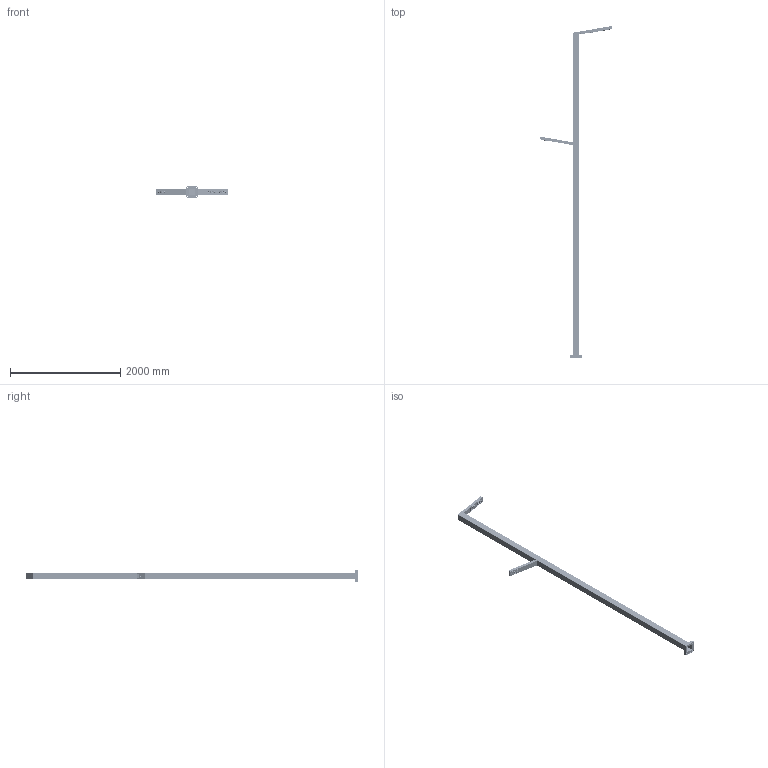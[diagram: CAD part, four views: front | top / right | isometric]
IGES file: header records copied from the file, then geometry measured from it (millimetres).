
Start section: SolidWorks IGES file using analytic representation for surfaces
Global section: file name: HEXA-2-6(56)-4(28)-(Ê200-150-4õ25)-ö+ïî.IGS; native system: SolidWorks 2020; preprocessor: SolidWorks 2020; author: Åêàòåðèíà; date: 210708.155116; units: millimetre
Bounding box: 1301.77 x 6014.92 x 216.6 mm (x, y, z)
Surface area: 6578450.9 mm2 (no closed solid volume)
Topology: 0 solids, 0 shells, 6801 faces, 75957 edges, 75630 vertices
Faces by surface type: bspline 4287, revolution 2514
